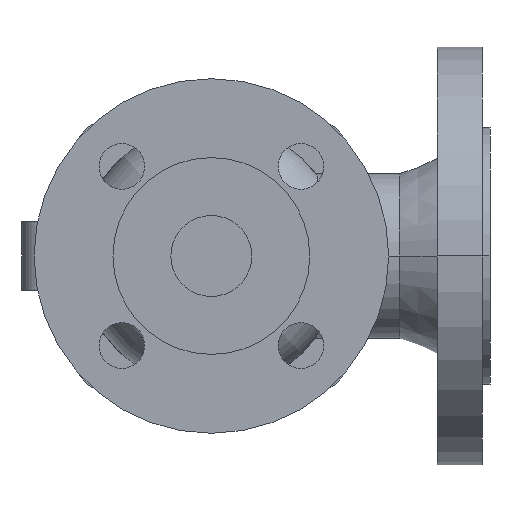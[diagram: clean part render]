
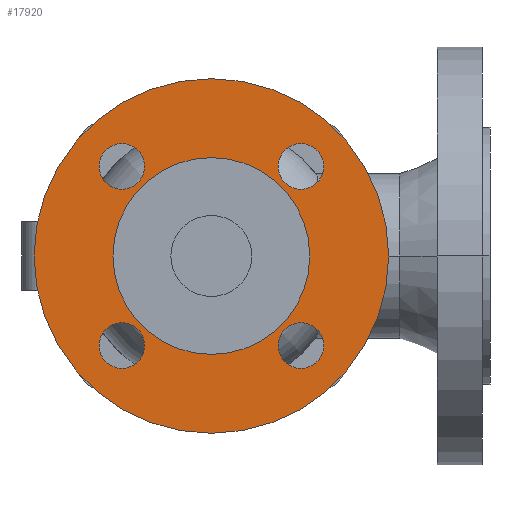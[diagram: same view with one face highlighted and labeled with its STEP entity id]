
A CAD part, front view. The second image highlights one B-rep face of the part: STEP entity #17920.
In plain terms, the highlighted planar face has unit normal (0, -1, 0).
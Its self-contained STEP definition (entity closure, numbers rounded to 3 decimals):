
#2520=CARTESIAN_POINT('',(38.85,2.,0.));
#2530=VERTEX_POINT('',#2520);
#2690=CARTESIAN_POINT('',(-38.85,2.,0.));
#2700=VERTEX_POINT('',#2690);
#2730=CARTESIAN_POINT('',(0.,2.,0.));
#2740=DIRECTION('',(0.,-1.,-0.));
#2750=DIRECTION('',(-1.,0.,0.));
#2760=AXIS2_PLACEMENT_3D('',#2730,#2740,#2750);
#2770=CIRCLE('',#2760,38.85);
#2780=EDGE_CURVE('',#2530,#2700,#2770,.T.);
#2920=CARTESIAN_POINT('',(70.,2.,0.));
#2930=VERTEX_POINT('',#2920);
#2980=CARTESIAN_POINT('',(0.,2.,0.));
#2990=DIRECTION('',(0.,-1.,-0.));
#3000=DIRECTION('',(-1.,0.,0.));
#3010=AXIS2_PLACEMENT_3D('',#2980,#2990,#3000);
#3020=CIRCLE('',#3010,70.);
#3030=CARTESIAN_POINT('',(-70.,2.,0.));
#3040=VERTEX_POINT('',#3030);
#3050=EDGE_CURVE('',#2930,#3040,#3020,.T.);
#5100=CARTESIAN_POINT('',(-44.355,2.,-35.355));
#5110=VERTEX_POINT('',#5100);
#5270=CARTESIAN_POINT('',(-26.355,2.,-35.355));
#5280=VERTEX_POINT('',#5270);
#5310=CARTESIAN_POINT('',(-35.355,2.,-35.355));
#5320=DIRECTION('',(0.,1.,0.));
#5330=DIRECTION('',(-1.,0.,0.));
#5340=AXIS2_PLACEMENT_3D('',#5310,#5320,#5330);
#5350=CIRCLE('',#5340,9.);
#5360=EDGE_CURVE('',#5280,#5110,#5350,.T.);
#5520=CARTESIAN_POINT('',(-26.355,2.,35.355));
#5530=VERTEX_POINT('',#5520);
#5690=CARTESIAN_POINT('',(-44.355,2.,35.355));
#5700=VERTEX_POINT('',#5690);
#5730=CARTESIAN_POINT('',(-35.355,2.,35.355));
#5740=DIRECTION('',(0.,1.,0.));
#5750=DIRECTION('',(-1.,0.,0.));
#5760=AXIS2_PLACEMENT_3D('',#5730,#5740,#5750);
#5770=CIRCLE('',#5760,9.);
#5780=EDGE_CURVE('',#5700,#5530,#5770,.T.);
#5940=CARTESIAN_POINT('',(44.355,2.,35.355));
#5950=VERTEX_POINT('',#5940);
#6110=CARTESIAN_POINT('',(26.355,2.,35.355));
#6120=VERTEX_POINT('',#6110);
#6150=CARTESIAN_POINT('',(35.355,2.,35.355));
#6160=DIRECTION('',(0.,1.,0.));
#6170=DIRECTION('',(-1.,0.,0.));
#6180=AXIS2_PLACEMENT_3D('',#6150,#6160,#6170);
#6190=CIRCLE('',#6180,9.);
#6200=EDGE_CURVE('',#6120,#5950,#6190,.T.);
#6360=CARTESIAN_POINT('',(26.355,2.,-35.355));
#6370=VERTEX_POINT('',#6360);
#6530=CARTESIAN_POINT('',(44.355,2.,-35.355));
#6540=VERTEX_POINT('',#6530);
#6570=CARTESIAN_POINT('',(35.355,2.,-35.355));
#6580=DIRECTION('',(0.,1.,0.));
#6590=DIRECTION('',(-1.,0.,0.));
#6600=AXIS2_PLACEMENT_3D('',#6570,#6580,#6590);
#6610=CIRCLE('',#6600,9.);
#6620=EDGE_CURVE('',#6540,#6370,#6610,.T.);
#17570=CARTESIAN_POINT('',(-54.425,2.,0.));
#17580=DIRECTION('',(0.,-1.,-0.));
#17590=DIRECTION('',(-1.,0.,0.));
#17600=AXIS2_PLACEMENT_3D('',#17570,#17580,#17590);
#17610=PLANE('',#17600);
#17620=EDGE_CURVE('',#6370,#6540,#6610,.T.);
#17630=ORIENTED_EDGE('',*,*,#17620,.T.);
#17640=ORIENTED_EDGE('',*,*,#6620,.T.);
#17650=EDGE_LOOP('',(#17640,#17630));
#17660=FACE_BOUND('',#17650,.T.);
#17670=EDGE_CURVE('',#5950,#6120,#6190,.T.);
#17680=ORIENTED_EDGE('',*,*,#17670,.T.);
#17690=ORIENTED_EDGE('',*,*,#6200,.T.);
#17700=EDGE_LOOP('',(#17690,#17680));
#17710=FACE_BOUND('',#17700,.T.);
#17720=EDGE_CURVE('',#5530,#5700,#5770,.T.);
#17730=ORIENTED_EDGE('',*,*,#17720,.T.);
#17740=ORIENTED_EDGE('',*,*,#5780,.T.);
#17750=EDGE_LOOP('',(#17740,#17730));
#17760=FACE_BOUND('',#17750,.T.);
#17770=EDGE_CURVE('',#5110,#5280,#5350,.T.);
#17780=ORIENTED_EDGE('',*,*,#17770,.T.);
#17790=ORIENTED_EDGE('',*,*,#5360,.T.);
#17800=EDGE_LOOP('',(#17790,#17780));
#17810=FACE_BOUND('',#17800,.T.);
#17820=EDGE_CURVE('',#2700,#2530,#2770,.T.);
#17830=ORIENTED_EDGE('',*,*,#17820,.F.);
#17840=ORIENTED_EDGE('',*,*,#2780,.F.);
#17850=EDGE_LOOP('',(#17840,#17830));
#17860=FACE_BOUND('',#17850,.T.);
#17870=EDGE_CURVE('',#3040,#2930,#3020,.T.);
#17880=ORIENTED_EDGE('',*,*,#17870,.T.);
#17890=ORIENTED_EDGE('',*,*,#3050,.T.);
#17900=EDGE_LOOP('',(#17890,#17880));
#17910=FACE_OUTER_BOUND('',#17900,.T.);
#17920=ADVANCED_FACE('',(#17660,#17710,#17760,#17810,#17860,#17910),
#17610,.T.);
